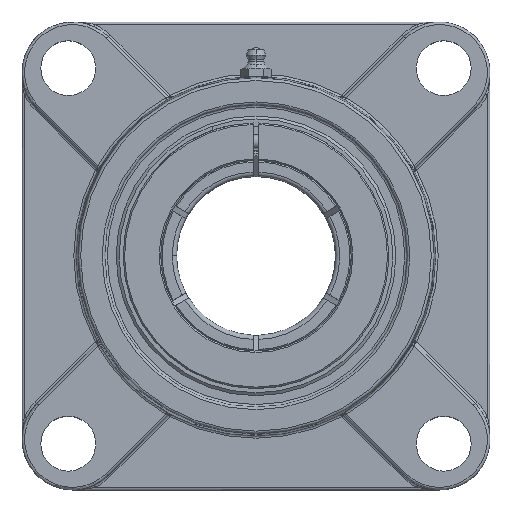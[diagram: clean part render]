
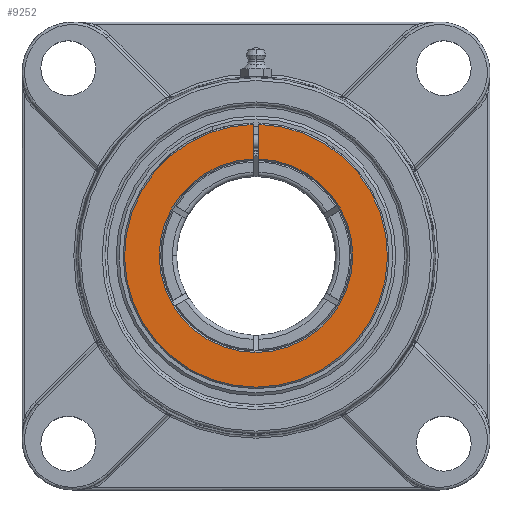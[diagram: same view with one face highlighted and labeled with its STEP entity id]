
A CAD part, top view. The second image highlights one B-rep face of the part: STEP entity #9252.
In plain terms, the highlighted planar face has unit normal (0, 0, 1).
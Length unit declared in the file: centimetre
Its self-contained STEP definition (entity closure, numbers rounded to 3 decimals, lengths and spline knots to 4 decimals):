
#9110=CARTESIAN_POINT('',(0.1,3.3485,1.45));
#9111=VERTEX_POINT('',#9110);
#9118=CARTESIAN_POINT('',(0.1,4.5489,1.45));
#9119=VERTEX_POINT('',#9118);
#9120=CARTESIAN_POINT('',(0.1,12346.7983,1.45));
#9121=DIRECTION('',(0.,-1.,0.));
#9122=VECTOR('',#9121,24690.);
#9123=LINE('',#9120,#9122);
#9124=EDGE_CURVE('',#9119,#9111,#9123,.T.);
#9141=CARTESIAN_POINT('',(-0.1,4.5489,1.45));
#9142=VERTEX_POINT('',#9141);
#9160=CARTESIAN_POINT('',(0.,0.,1.45));
#9161=DIRECTION('',(0.,-0.,-1.));
#9162=DIRECTION('',(0.,-1.,0.));
#9163=AXIS2_PLACEMENT_3D('',#9160,#9161,#9162);
#9164=CIRCLE('',#9163,4.55);
#9165=EDGE_CURVE('',#9119,#9142,#9164,.T.);
#9183=CARTESIAN_POINT('',(-0.1,3.3485,1.45));
#9184=VERTEX_POINT('',#9183);
#9185=CARTESIAN_POINT('',(-0.1,-12343.2017,1.45));
#9186=DIRECTION('',(0.,1.,-0.));
#9187=VECTOR('',#9186,24690.);
#9188=LINE('',#9185,#9187);
#9189=EDGE_CURVE('',#9184,#9142,#9188,.T.);
#9235=CARTESIAN_POINT('',(0.,0.,1.45));
#9236=DIRECTION('',(0.,0.,1.));
#9237=DIRECTION('',(1.,0.,0.));
#9238=AXIS2_PLACEMENT_3D('',#9235,#9236,#9237);
#9239=PLANE('',#9238);
#9240=ORIENTED_EDGE('',*,*,#9165,.F.);
#9241=ORIENTED_EDGE('',*,*,#9124,.T.);
#9242=CARTESIAN_POINT('',(0.,0.,1.45));
#9243=DIRECTION('',(0.,0.,1.));
#9244=DIRECTION('',(-0.,-1.,0.));
#9245=AXIS2_PLACEMENT_3D('',#9242,#9243,#9244);
#9246=CIRCLE('',#9245,3.35);
#9247=EDGE_CURVE('',#9184,#9111,#9246,.T.);
#9248=ORIENTED_EDGE('',*,*,#9247,.F.);
#9249=ORIENTED_EDGE('',*,*,#9189,.T.);
#9250=EDGE_LOOP('',(#9240,#9241,#9248,#9249));
#9251=FACE_BOUND('',#9250,.T.);
#9252=ADVANCED_FACE('',(#9251),#9239,.T.);
